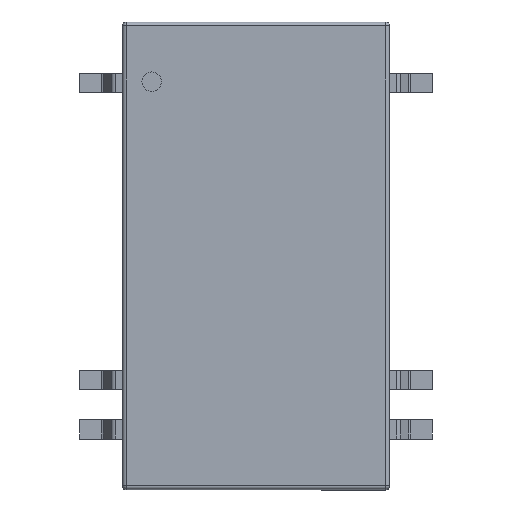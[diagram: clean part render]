
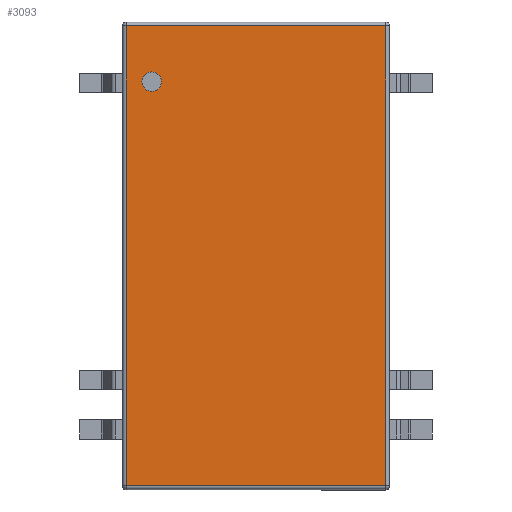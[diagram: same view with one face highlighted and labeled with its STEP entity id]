
A CAD part, top view. The second image highlights one B-rep face of the part: STEP entity #3093.
In plain terms, the highlighted free-form (B-spline) face has degree [1, 1] with [2, 2] control points.
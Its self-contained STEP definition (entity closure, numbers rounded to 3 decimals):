
#2617=CARTESIAN_POINT('',(-5.35,8.44,8.45));
#2618=VERTEX_POINT('',#2617);
#2627=CARTESIAN_POINT('',(-5.35,9.44,8.45));
#2628=VERTEX_POINT('',#2627);
#2629=CARTESIAN_POINT('',(-5.35,8.94,8.45));
#2630=DIRECTION('',(0.0,0.0,-1.0));
#2631=DIRECTION('',(0.0,-1.0,0.0));
#2632=AXIS2_PLACEMENT_3D('',#2629,#2630,#2631);
#2633=CIRCLE('',#2632,0.5);
#2634=EDGE_CURVE('',#2628,#2618,#2633,.T.);
#2668=CARTESIAN_POINT('',(-5.35,8.94,8.45));
#2669=DIRECTION('',(0.0,0.0,-1.0));
#2670=DIRECTION('',(0.0,-1.0,0.0));
#2671=AXIS2_PLACEMENT_3D('',#2668,#2669,#2670);
#2672=CIRCLE('',#2671,0.5);
#2673=EDGE_CURVE('',#2618,#2628,#2672,.T.);
#2704=CARTESIAN_POINT('',(-6.65,-11.8,8.45));
#2705=VERTEX_POINT('',#2704);
#2739=CARTESIAN_POINT('',(6.65,-11.8,8.45));
#2740=VERTEX_POINT('',#2739);
#2765=CARTESIAN_POINT('',(-6.65,11.8,8.45));
#2766=VERTEX_POINT('',#2765);
#2798=CARTESIAN_POINT('',(6.65,11.8,8.45));
#2799=VERTEX_POINT('',#2798);
#2873=CARTESIAN_POINT('',(-6.65,11.8,8.45));
#2874=DIRECTION('',(1.0,0.0,0.0));
#2875=VECTOR('',#2874,13.3);
#2876=LINE('',#2873,#2875);
#2877=EDGE_CURVE('',#2766,#2799,#2876,.T.);
#2895=CARTESIAN_POINT('',(6.65,11.8,8.45));
#2896=DIRECTION('',(0.0,-1.0,0.0));
#2897=VECTOR('',#2896,23.6);
#2898=LINE('',#2895,#2897);
#2899=EDGE_CURVE('',#2799,#2740,#2898,.T.);
#2949=CARTESIAN_POINT('',(-6.65,-11.8,8.45));
#2950=DIRECTION('',(0.0,1.0,0.0));
#2951=VECTOR('',#2950,23.6);
#2952=LINE('',#2949,#2951);
#2953=EDGE_CURVE('',#2705,#2766,#2952,.T.);
#2971=CARTESIAN_POINT('',(6.65,-11.8,8.45));
#2972=DIRECTION('',(-1.0,0.0,0.0));
#2973=VECTOR('',#2972,13.3);
#2974=LINE('',#2971,#2973);
#2975=EDGE_CURVE('',#2740,#2705,#2974,.T.);
#3078=CARTESIAN_POINT('',(6.65,-11.8,8.45));
#3079=CARTESIAN_POINT('',(6.65,11.8,8.45));
#3080=CARTESIAN_POINT('',(-6.65,-11.8,8.45));
#3081=CARTESIAN_POINT('',(-6.65,11.8,8.45));
#3082=B_SPLINE_SURFACE_WITH_KNOTS('',1,1,((#3078,#3080),(#3079,#3081)),.UNSPECIFIED.,.F.,.F.,.U.,(2,2),(2,2),(0.0,23.6),(0.0,13.3),.UNSPECIFIED.);
#3083=ORIENTED_EDGE('',*,*,#2877,.F.);
#3084=ORIENTED_EDGE('',*,*,#2953,.F.);
#3085=ORIENTED_EDGE('',*,*,#2975,.F.);
#3086=ORIENTED_EDGE('',*,*,#2899,.F.);
#3087=EDGE_LOOP('',(#3083,#3084,#3085,#3086));
#3088=FACE_OUTER_BOUND('',#3087,.T.);
#3089=ORIENTED_EDGE('',*,*,#2673,.T.);
#3090=ORIENTED_EDGE('',*,*,#2634,.T.);
#3091=EDGE_LOOP('',(#3089,#3090));
#3092=FACE_BOUND('',#3091,.T.);
#3093=ADVANCED_FACE('',(#3088,#3092),#3082,.T.);
